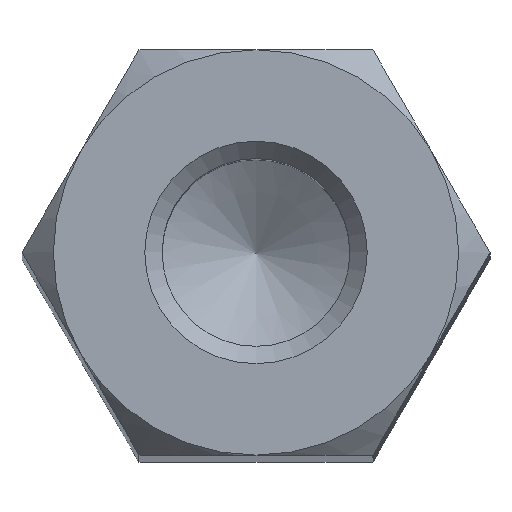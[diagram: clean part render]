
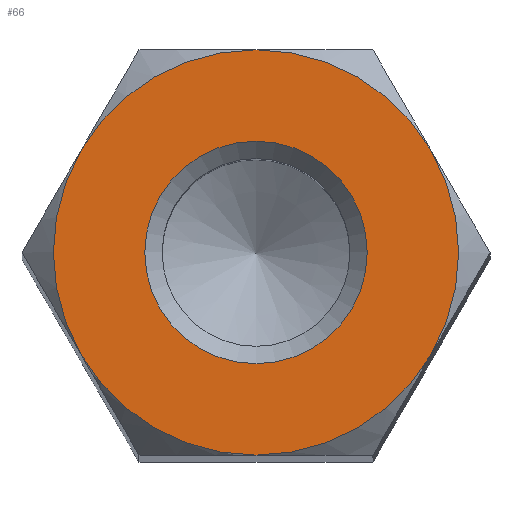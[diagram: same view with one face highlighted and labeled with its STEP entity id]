
A CAD part, top view. The second image highlights one B-rep face of the part: STEP entity #66.
In plain terms, the highlighted planar face has unit normal (0, 0, 1).
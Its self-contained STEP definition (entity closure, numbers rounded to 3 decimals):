
#66 = ADVANCED_FACE( '', ( #148, #149 ), #150, .T. );
#148 = FACE_BOUND( '', #249, .T. );
#149 = FACE_OUTER_BOUND( '', #250, .T. );
#150 = PLANE( '', #251 );
#249 = EDGE_LOOP( '', ( #379 ) );
#250 = EDGE_LOOP( '', ( #380, #381, #382, #383, #384, #385 ) );
#251 = AXIS2_PLACEMENT_3D( '', #386, #387, #388 );
#379 = ORIENTED_EDGE( '', *, *, #569, .T. );
#380 = ORIENTED_EDGE( '', *, *, #546, .F. );
#381 = ORIENTED_EDGE( '', *, *, #554, .F. );
#382 = ORIENTED_EDGE( '', *, *, #570, .F. );
#383 = ORIENTED_EDGE( '', *, *, #571, .T. );
#384 = ORIENTED_EDGE( '', *, *, #572, .F. );
#385 = ORIENTED_EDGE( '', *, *, #573, .F. );
#386 = CARTESIAN_POINT( '', ( 0., 0., 35. ) );
#387 = DIRECTION( '', ( 0., 0., 1. ) );
#388 = DIRECTION( '', ( 1., 0., 0. ) );
#546 = EDGE_CURVE( '', #633, #636, #637, .F. );
#554 = EDGE_CURVE( '', #647, #633, #650, .F. );
#569 = EDGE_CURVE( '', #670, #670, #671, .T. );
#570 = EDGE_CURVE( '', #672, #647, #673, .F. );
#571 = EDGE_CURVE( '', #672, #674, #675, .T. );
#572 = EDGE_CURVE( '', #625, #674, #676, .F. );
#573 = EDGE_CURVE( '', #636, #625, #677, .F. );
#625 = VERTEX_POINT( '', #743 );
#633 = VERTEX_POINT( '', #769 );
#636 = VERTEX_POINT( '', #777 );
#637 = CIRCLE( '', #778, 3.5 );
#647 = VERTEX_POINT( '', #807 );
#650 = CIRCLE( '', #815, 3.5 );
#670 = VERTEX_POINT( '', #864 );
#671 = CIRCLE( '', #865, 1.921 );
#672 = VERTEX_POINT( '', #866 );
#673 = CIRCLE( '', #867, 3.5 );
#674 = VERTEX_POINT( '', #868 );
#675 = CIRCLE( '', #869, 3.5 );
#676 = CIRCLE( '', #870, 3.5 );
#677 = CIRCLE( '', #871, 3.5 );
#743 = CARTESIAN_POINT( '', ( -3.031, -1.75, 35. ) );
#769 = CARTESIAN_POINT( '', ( 3.031, -1.75, 35. ) );
#777 = CARTESIAN_POINT( '', ( 0., -3.5, 35. ) );
#778 = AXIS2_PLACEMENT_3D( '', #1000, #1001, #1002 );
#807 = CARTESIAN_POINT( '', ( 3.031, 1.75, 35. ) );
#815 = AXIS2_PLACEMENT_3D( '', #1006, #1007, #1008 );
#864 = CARTESIAN_POINT( '', ( 0., 1.921, 35. ) );
#865 = AXIS2_PLACEMENT_3D( '', #1028, #1029, #1030 );
#866 = CARTESIAN_POINT( '', ( 0., 3.5, 35. ) );
#867 = AXIS2_PLACEMENT_3D( '', #1031, #1032, #1033 );
#868 = CARTESIAN_POINT( '', ( -3.031, 1.75, 35. ) );
#869 = AXIS2_PLACEMENT_3D( '', #1034, #1035, #1036 );
#870 = AXIS2_PLACEMENT_3D( '', #1037, #1038, #1039 );
#871 = AXIS2_PLACEMENT_3D( '', #1040, #1041, #1042 );
#1000 = CARTESIAN_POINT( '', ( 0., 0., 35. ) );
#1001 = DIRECTION( '', ( 0., 0., 1. ) );
#1002 = DIRECTION( '', ( 1., 0., 0. ) );
#1006 = CARTESIAN_POINT( '', ( 0., 0., 35. ) );
#1007 = DIRECTION( '', ( 0., 0., 1. ) );
#1008 = DIRECTION( '', ( 1., 0., 0. ) );
#1028 = CARTESIAN_POINT( '', ( 0., 0., 35. ) );
#1029 = DIRECTION( '', ( 0., 0., -1. ) );
#1030 = DIRECTION( '', ( 0., 1., 0. ) );
#1031 = CARTESIAN_POINT( '', ( 0., 0., 35. ) );
#1032 = DIRECTION( '', ( 0., 0., 1. ) );
#1033 = DIRECTION( '', ( 1., 0., 0. ) );
#1034 = CARTESIAN_POINT( '', ( 0., 0., 35. ) );
#1035 = DIRECTION( '', ( 0., 0., 1. ) );
#1036 = DIRECTION( '', ( 1., 0., 0. ) );
#1037 = CARTESIAN_POINT( '', ( 0., 0., 35. ) );
#1038 = DIRECTION( '', ( 0., 0., 1. ) );
#1039 = DIRECTION( '', ( 1., 0., 0. ) );
#1040 = CARTESIAN_POINT( '', ( 0., 0., 35. ) );
#1041 = DIRECTION( '', ( 0., 0., 1. ) );
#1042 = DIRECTION( '', ( 1., 0., 0. ) );
